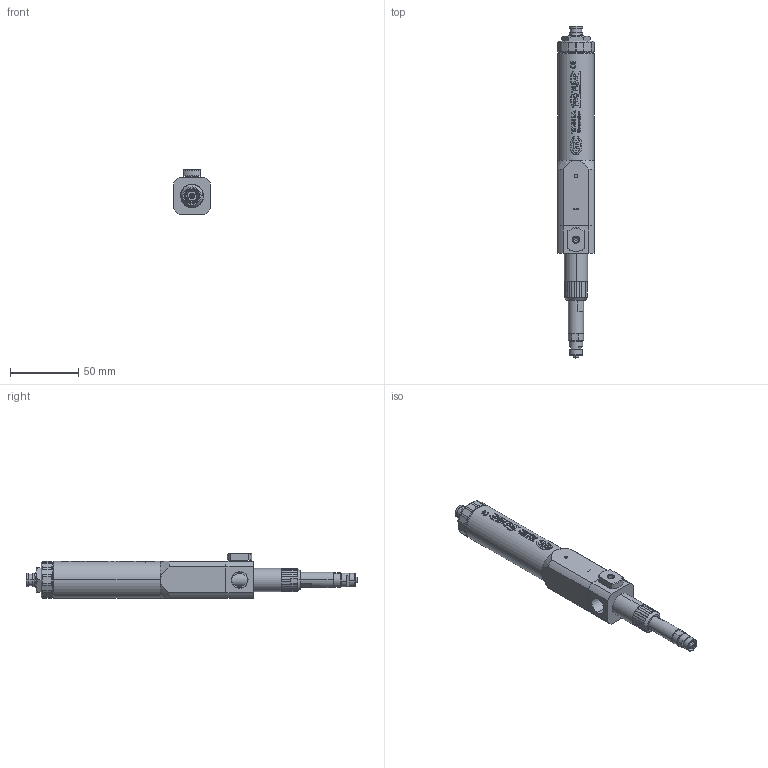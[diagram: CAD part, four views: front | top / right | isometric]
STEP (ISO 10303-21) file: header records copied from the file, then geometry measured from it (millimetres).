
FILE_DESCRIPTION (( 'STEP AP203' ), '1' );
FILE_NAME ('PCP-015-LAS.STEP', '2024-09-27T12:34:20', ( '' ), ( '' ), 'SwSTEP 2.0', 'SolidWorks 2021', '' );
FILE_SCHEMA (( 'CONFIG_CONTROL_DESIGN' ));
Length unit declared in the file: millimetre
Products named in the file (4): CHAMBER_TL(PCP-015); PCP-015; LUER STD ADAPTER; PCP-015-LAS
Assembly tree (3 placements, depth 2):
  PCP-015-LAS
    PCP-015
    CHAMBER_TL(PCP-015)
    LUER STD ADAPTER
Bounding box: 27 x 242.4 x 32.8 mm (x, y, z)
Volume: 109110.3 mm3; surface area: 26713.6 mm2
Topology: 5 solids, 6 shells, 980 faces, 2491 edges, 1609 vertices
Faces by surface type: plane 368, cylinder 257, bspline 212, cone 139, torus 4
Entity records: 45219 total; most frequent: CARTESIAN_POINT 22622, ORIENTED_EDGE 4954, DIRECTION 4034, EDGE_CURVE 2477, VERTEX_POINT 1609, AXIS2_PLACEMENT_3D 1471, VECTOR 1092, LINE 1092
